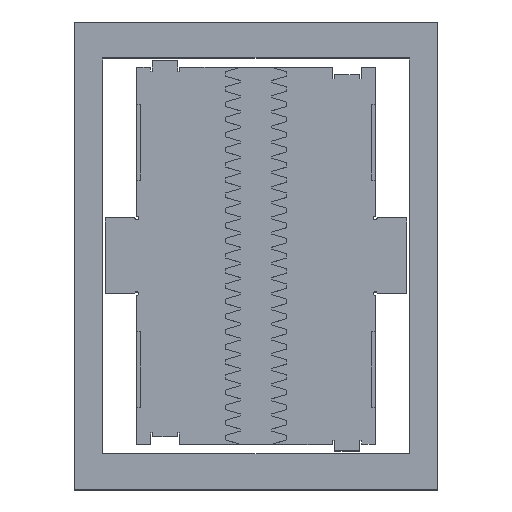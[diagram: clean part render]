
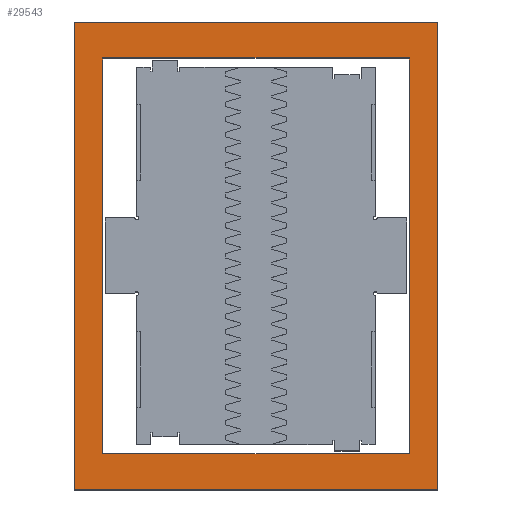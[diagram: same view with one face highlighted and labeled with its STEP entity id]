
A CAD part, top view. The second image highlights one B-rep face of the part: STEP entity #29543.
In plain terms, the highlighted planar face has unit normal (0, 0, 1).
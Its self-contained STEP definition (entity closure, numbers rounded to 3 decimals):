
#29543 = ADVANCED_FACE('',(#29544,#29663),#29558,.T.);
#29544 = FACE_BOUND('',#29545,.T.);
#29545 = EDGE_LOOP('',(#29546,#29581,#29609,#29637));
#29546 = ORIENTED_EDGE('',*,*,#29547,.T.);
#29547 = EDGE_CURVE('',#29548,#29550,#29552,.T.);
#29548 = VERTEX_POINT('',#29549);
#29549 = CARTESIAN_POINT('',(16.2,20.9,-4.2));
#29550 = VERTEX_POINT('',#29551);
#29551 = CARTESIAN_POINT('',(16.2,-20.9,-4.2));
#29552 = SURFACE_CURVE('',#29553,(#29557,#29569),.PCURVE_S1.);
#29553 = LINE('',#29554,#29555);
#29554 = CARTESIAN_POINT('',(16.2,20.9,-4.2));
#29555 = VECTOR('',#29556,1.);
#29556 = DIRECTION('',(0.,-1.,0.));
#29557 = PCURVE('',#29558,#29563);
#29558 = PLANE('',#29559);
#29559 = AXIS2_PLACEMENT_3D('',#29560,#29561,#29562);
#29560 = CARTESIAN_POINT('',(19.2,20.,-4.2));
#29561 = DIRECTION('',(0.,0.,1.));
#29562 = DIRECTION('',(0.,1.,0.));
#29563 = DEFINITIONAL_REPRESENTATION('',(#29564),#29568);
#29564 = LINE('',#29565,#29566);
#29565 = CARTESIAN_POINT('',(0.9,3.));
#29566 = VECTOR('',#29567,1.);
#29567 = DIRECTION('',(-1.,0.));
#29568 = ( GEOMETRIC_REPRESENTATION_CONTEXT(2) 
PARAMETRIC_REPRESENTATION_CONTEXT() REPRESENTATION_CONTEXT('2D SPACE',''
  ) );
#29569 = PCURVE('',#29570,#29575);
#29570 = PLANE('',#29571);
#29571 = AXIS2_PLACEMENT_3D('',#29572,#29573,#29574);
#29572 = CARTESIAN_POINT('',(16.2,20.,-6.6));
#29573 = DIRECTION('',(-1.,0.,0.));
#29574 = DIRECTION('',(0.,0.,1.));
#29575 = DEFINITIONAL_REPRESENTATION('',(#29576),#29580);
#29576 = LINE('',#29577,#29578);
#29577 = CARTESIAN_POINT('',(2.4,0.9));
#29578 = VECTOR('',#29579,1.);
#29579 = DIRECTION('',(0.,-1.));
#29580 = ( GEOMETRIC_REPRESENTATION_CONTEXT(2) 
PARAMETRIC_REPRESENTATION_CONTEXT() REPRESENTATION_CONTEXT('2D SPACE',''
  ) );
#29581 = ORIENTED_EDGE('',*,*,#29582,.F.);
#29582 = EDGE_CURVE('',#29583,#29550,#29585,.T.);
#29583 = VERTEX_POINT('',#29584);
#29584 = CARTESIAN_POINT('',(-16.2,-20.9,-4.2));
#29585 = SURFACE_CURVE('',#29586,(#29590,#29597),.PCURVE_S1.);
#29586 = LINE('',#29587,#29588);
#29587 = CARTESIAN_POINT('',(-16.2,-20.9,-4.2));
#29588 = VECTOR('',#29589,1.);
#29589 = DIRECTION('',(1.,0.,0.));
#29590 = PCURVE('',#29558,#29591);
#29591 = DEFINITIONAL_REPRESENTATION('',(#29592),#29596);
#29592 = LINE('',#29593,#29594);
#29593 = CARTESIAN_POINT('',(-40.9,35.4));
#29594 = VECTOR('',#29595,1.);
#29595 = DIRECTION('',(0.,-1.));
#29596 = ( GEOMETRIC_REPRESENTATION_CONTEXT(2) 
PARAMETRIC_REPRESENTATION_CONTEXT() REPRESENTATION_CONTEXT('2D SPACE',''
  ) );
#29597 = PCURVE('',#29598,#29603);
#29598 = PLANE('',#29599);
#29599 = AXIS2_PLACEMENT_3D('',#29600,#29601,#29602);
#29600 = CARTESIAN_POINT('',(-16.2,-20.9,-6.6));
#29601 = DIRECTION('',(0.,-1.,0.));
#29602 = DIRECTION('',(0.,0.,1.));
#29603 = DEFINITIONAL_REPRESENTATION('',(#29604),#29608);
#29604 = LINE('',#29605,#29606);
#29605 = CARTESIAN_POINT('',(2.4,0.));
#29606 = VECTOR('',#29607,1.);
#29607 = DIRECTION('',(0.,-1.));
#29608 = ( GEOMETRIC_REPRESENTATION_CONTEXT(2) 
PARAMETRIC_REPRESENTATION_CONTEXT() REPRESENTATION_CONTEXT('2D SPACE',''
  ) );
#29609 = ORIENTED_EDGE('',*,*,#29610,.T.);
#29610 = EDGE_CURVE('',#29583,#29611,#29613,.T.);
#29611 = VERTEX_POINT('',#29612);
#29612 = CARTESIAN_POINT('',(-16.2,20.9,-4.2));
#29613 = SURFACE_CURVE('',#29614,(#29618,#29625),.PCURVE_S1.);
#29614 = LINE('',#29615,#29616);
#29615 = CARTESIAN_POINT('',(-16.2,-20.9,-4.2));
#29616 = VECTOR('',#29617,1.);
#29617 = DIRECTION('',(0.,1.,0.));
#29618 = PCURVE('',#29558,#29619);
#29619 = DEFINITIONAL_REPRESENTATION('',(#29620),#29624);
#29620 = LINE('',#29621,#29622);
#29621 = CARTESIAN_POINT('',(-40.9,35.4));
#29622 = VECTOR('',#29623,1.);
#29623 = DIRECTION('',(1.,0.));
#29624 = ( GEOMETRIC_REPRESENTATION_CONTEXT(2) 
PARAMETRIC_REPRESENTATION_CONTEXT() REPRESENTATION_CONTEXT('2D SPACE',''
  ) );
#29625 = PCURVE('',#29626,#29631);
#29626 = PLANE('',#29627);
#29627 = AXIS2_PLACEMENT_3D('',#29628,#29629,#29630);
#29628 = CARTESIAN_POINT('',(-16.2,20.,-6.6));
#29629 = DIRECTION('',(-1.,0.,0.));
#29630 = DIRECTION('',(0.,0.,1.));
#29631 = DEFINITIONAL_REPRESENTATION('',(#29632),#29636);
#29632 = LINE('',#29633,#29634);
#29633 = CARTESIAN_POINT('',(2.4,-40.9));
#29634 = VECTOR('',#29635,1.);
#29635 = DIRECTION('',(0.,1.));
#29636 = ( GEOMETRIC_REPRESENTATION_CONTEXT(2) 
PARAMETRIC_REPRESENTATION_CONTEXT() REPRESENTATION_CONTEXT('2D SPACE',''
  ) );
#29637 = ORIENTED_EDGE('',*,*,#29638,.F.);
#29638 = EDGE_CURVE('',#29548,#29611,#29639,.T.);
#29639 = SURFACE_CURVE('',#29640,(#29644,#29651),.PCURVE_S1.);
#29640 = LINE('',#29641,#29642);
#29641 = CARTESIAN_POINT('',(16.2,20.9,-4.2));
#29642 = VECTOR('',#29643,1.);
#29643 = DIRECTION('',(-1.,0.,0.));
#29644 = PCURVE('',#29558,#29645);
#29645 = DEFINITIONAL_REPRESENTATION('',(#29646),#29650);
#29646 = LINE('',#29647,#29648);
#29647 = CARTESIAN_POINT('',(0.9,3.));
#29648 = VECTOR('',#29649,1.);
#29649 = DIRECTION('',(0.,1.));
#29650 = ( GEOMETRIC_REPRESENTATION_CONTEXT(2) 
PARAMETRIC_REPRESENTATION_CONTEXT() REPRESENTATION_CONTEXT('2D SPACE',''
  ) );
#29651 = PCURVE('',#29652,#29657);
#29652 = PLANE('',#29653);
#29653 = AXIS2_PLACEMENT_3D('',#29654,#29655,#29656);
#29654 = CARTESIAN_POINT('',(16.2,20.9,-6.6));
#29655 = DIRECTION('',(0.,1.,0.));
#29656 = DIRECTION('',(0.,0.,1.));
#29657 = DEFINITIONAL_REPRESENTATION('',(#29658),#29662);
#29658 = LINE('',#29659,#29660);
#29659 = CARTESIAN_POINT('',(2.4,0.));
#29660 = VECTOR('',#29661,1.);
#29661 = DIRECTION('',(0.,-1.));
#29662 = ( GEOMETRIC_REPRESENTATION_CONTEXT(2) 
PARAMETRIC_REPRESENTATION_CONTEXT() REPRESENTATION_CONTEXT('2D SPACE',''
  ) );
#29663 = FACE_BOUND('',#29664,.T.);
#29664 = EDGE_LOOP('',(#29665,#29695,#29723,#29751));
#29665 = ORIENTED_EDGE('',*,*,#29666,.T.);
#29666 = EDGE_CURVE('',#29667,#29669,#29671,.T.);
#29667 = VERTEX_POINT('',#29668);
#29668 = CARTESIAN_POINT('',(-19.2,24.7,-4.2));
#29669 = VERTEX_POINT('',#29670);
#29670 = CARTESIAN_POINT('',(-19.2,-24.7,-4.2));
#29671 = SURFACE_CURVE('',#29672,(#29676,#29683),.PCURVE_S1.);
#29672 = LINE('',#29673,#29674);
#29673 = CARTESIAN_POINT('',(-19.2,24.7,-4.2));
#29674 = VECTOR('',#29675,1.);
#29675 = DIRECTION('',(0.,-1.,0.));
#29676 = PCURVE('',#29558,#29677);
#29677 = DEFINITIONAL_REPRESENTATION('',(#29678),#29682);
#29678 = LINE('',#29679,#29680);
#29679 = CARTESIAN_POINT('',(4.7,38.4));
#29680 = VECTOR('',#29681,1.);
#29681 = DIRECTION('',(-1.,0.));
#29682 = ( GEOMETRIC_REPRESENTATION_CONTEXT(2) 
PARAMETRIC_REPRESENTATION_CONTEXT() REPRESENTATION_CONTEXT('2D SPACE',''
  ) );
#29683 = PCURVE('',#29684,#29689);
#29684 = PLANE('',#29685);
#29685 = AXIS2_PLACEMENT_3D('',#29686,#29687,#29688);
#29686 = CARTESIAN_POINT('',(-19.2,20.,-6.6));
#29687 = DIRECTION('',(-1.,0.,0.));
#29688 = DIRECTION('',(0.,0.,1.));
#29689 = DEFINITIONAL_REPRESENTATION('',(#29690),#29694);
#29690 = LINE('',#29691,#29692);
#29691 = CARTESIAN_POINT('',(2.4,4.7));
#29692 = VECTOR('',#29693,1.);
#29693 = DIRECTION('',(0.,-1.));
#29694 = ( GEOMETRIC_REPRESENTATION_CONTEXT(2) 
PARAMETRIC_REPRESENTATION_CONTEXT() REPRESENTATION_CONTEXT('2D SPACE',''
  ) );
#29695 = ORIENTED_EDGE('',*,*,#29696,.T.);
#29696 = EDGE_CURVE('',#29669,#29697,#29699,.T.);
#29697 = VERTEX_POINT('',#29698);
#29698 = CARTESIAN_POINT('',(19.2,-24.7,-4.2));
#29699 = SURFACE_CURVE('',#29700,(#29704,#29711),.PCURVE_S1.);
#29700 = LINE('',#29701,#29702);
#29701 = CARTESIAN_POINT('',(-19.2,-24.7,-4.2));
#29702 = VECTOR('',#29703,1.);
#29703 = DIRECTION('',(1.,0.,0.));
#29704 = PCURVE('',#29558,#29705);
#29705 = DEFINITIONAL_REPRESENTATION('',(#29706),#29710);
#29706 = LINE('',#29707,#29708);
#29707 = CARTESIAN_POINT('',(-44.7,38.4));
#29708 = VECTOR('',#29709,1.);
#29709 = DIRECTION('',(0.,-1.));
#29710 = ( GEOMETRIC_REPRESENTATION_CONTEXT(2) 
PARAMETRIC_REPRESENTATION_CONTEXT() REPRESENTATION_CONTEXT('2D SPACE',''
  ) );
#29711 = PCURVE('',#29712,#29717);
#29712 = PLANE('',#29713);
#29713 = AXIS2_PLACEMENT_3D('',#29714,#29715,#29716);
#29714 = CARTESIAN_POINT('',(-19.2,-24.7,-6.6));
#29715 = DIRECTION('',(0.,-1.,0.));
#29716 = DIRECTION('',(0.,0.,1.));
#29717 = DEFINITIONAL_REPRESENTATION('',(#29718),#29722);
#29718 = LINE('',#29719,#29720);
#29719 = CARTESIAN_POINT('',(2.4,0.));
#29720 = VECTOR('',#29721,1.);
#29721 = DIRECTION('',(0.,-1.));
#29722 = ( GEOMETRIC_REPRESENTATION_CONTEXT(2) 
PARAMETRIC_REPRESENTATION_CONTEXT() REPRESENTATION_CONTEXT('2D SPACE',''
  ) );
#29723 = ORIENTED_EDGE('',*,*,#29724,.T.);
#29724 = EDGE_CURVE('',#29697,#29725,#29727,.T.);
#29725 = VERTEX_POINT('',#29726);
#29726 = CARTESIAN_POINT('',(19.2,24.7,-4.2));
#29727 = SURFACE_CURVE('',#29728,(#29732,#29739),.PCURVE_S1.);
#29728 = LINE('',#29729,#29730);
#29729 = CARTESIAN_POINT('',(19.2,-24.7,-4.2));
#29730 = VECTOR('',#29731,1.);
#29731 = DIRECTION('',(0.,1.,0.));
#29732 = PCURVE('',#29558,#29733);
#29733 = DEFINITIONAL_REPRESENTATION('',(#29734),#29738);
#29734 = LINE('',#29735,#29736);
#29735 = CARTESIAN_POINT('',(-44.7,0.));
#29736 = VECTOR('',#29737,1.);
#29737 = DIRECTION('',(1.,0.));
#29738 = ( GEOMETRIC_REPRESENTATION_CONTEXT(2) 
PARAMETRIC_REPRESENTATION_CONTEXT() REPRESENTATION_CONTEXT('2D SPACE',''
  ) );
#29739 = PCURVE('',#29740,#29745);
#29740 = PLANE('',#29741);
#29741 = AXIS2_PLACEMENT_3D('',#29742,#29743,#29744);
#29742 = CARTESIAN_POINT('',(19.2,20.,-6.6));
#29743 = DIRECTION('',(-1.,0.,0.));
#29744 = DIRECTION('',(0.,0.,1.));
#29745 = DEFINITIONAL_REPRESENTATION('',(#29746),#29750);
#29746 = LINE('',#29747,#29748);
#29747 = CARTESIAN_POINT('',(2.4,-44.7));
#29748 = VECTOR('',#29749,1.);
#29749 = DIRECTION('',(0.,1.));
#29750 = ( GEOMETRIC_REPRESENTATION_CONTEXT(2) 
PARAMETRIC_REPRESENTATION_CONTEXT() REPRESENTATION_CONTEXT('2D SPACE',''
  ) );
#29751 = ORIENTED_EDGE('',*,*,#29752,.T.);
#29752 = EDGE_CURVE('',#29725,#29667,#29753,.T.);
#29753 = SURFACE_CURVE('',#29754,(#29758,#29765),.PCURVE_S1.);
#29754 = LINE('',#29755,#29756);
#29755 = CARTESIAN_POINT('',(19.2,24.7,-4.2));
#29756 = VECTOR('',#29757,1.);
#29757 = DIRECTION('',(-1.,0.,0.));
#29758 = PCURVE('',#29558,#29759);
#29759 = DEFINITIONAL_REPRESENTATION('',(#29760),#29764);
#29760 = LINE('',#29761,#29762);
#29761 = CARTESIAN_POINT('',(4.7,0.));
#29762 = VECTOR('',#29763,1.);
#29763 = DIRECTION('',(0.,1.));
#29764 = ( GEOMETRIC_REPRESENTATION_CONTEXT(2) 
PARAMETRIC_REPRESENTATION_CONTEXT() REPRESENTATION_CONTEXT('2D SPACE',''
  ) );
#29765 = PCURVE('',#29766,#29771);
#29766 = PLANE('',#29767);
#29767 = AXIS2_PLACEMENT_3D('',#29768,#29769,#29770);
#29768 = CARTESIAN_POINT('',(19.2,24.7,-6.6));
#29769 = DIRECTION('',(0.,1.,0.));
#29770 = DIRECTION('',(0.,0.,1.));
#29771 = DEFINITIONAL_REPRESENTATION('',(#29772),#29776);
#29772 = LINE('',#29773,#29774);
#29773 = CARTESIAN_POINT('',(2.4,0.));
#29774 = VECTOR('',#29775,1.);
#29775 = DIRECTION('',(0.,-1.));
#29776 = ( GEOMETRIC_REPRESENTATION_CONTEXT(2) 
PARAMETRIC_REPRESENTATION_CONTEXT() REPRESENTATION_CONTEXT('2D SPACE',''
  ) );
